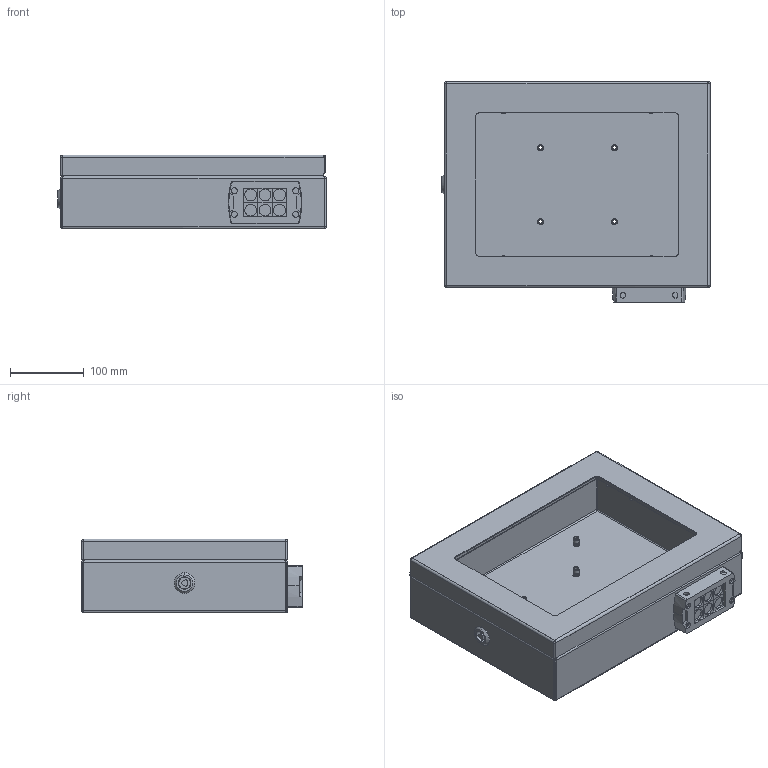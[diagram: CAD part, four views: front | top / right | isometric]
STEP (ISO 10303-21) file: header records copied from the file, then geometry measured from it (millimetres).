
FILE_DESCRIPTION (( 'STEP AP203' ), '1' );
FILE_NAME ('32229-TPC enclosure, eBox10.1-KOK.STEP', '2018-08-09T08:04:12', ( '' ), ( '' ), 'SwSTEP 2.0', 'SolidWorks 2018', '' );
FILE_SCHEMA (( 'CONFIG_CONTROL_DESIGN' ));
Length unit declared in the file: millimetre
Products named in the file (1): 32229-TPC enclosure, eBox10.1-KOK
Bounding box: 362.5 x 298 x 100 mm (x, y, z)
Surface area: 650019.9 mm2 (no closed solid volume)
Topology: 0 solids, 171 shells, 726 faces, 2406 edges, 1820 vertices
Faces by surface type: plane 346, cylinder 228, cone 70, bspline 59, sphere 15, torus 8
Entity records: 30868 total; most frequent: CARTESIAN_POINT 10999, DIRECTION 3919, ORIENTED_EDGE 3500, EDGE_CURVE 2392, VERTEX_POINT 1820, AXIS2_PLACEMENT_3D 1366, LINE 1187, VECTOR 1187
